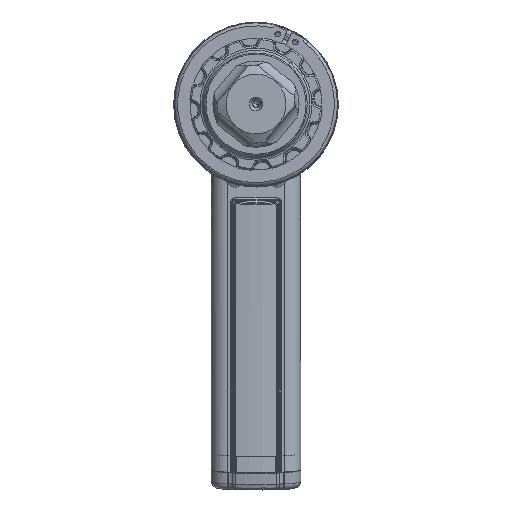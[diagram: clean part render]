
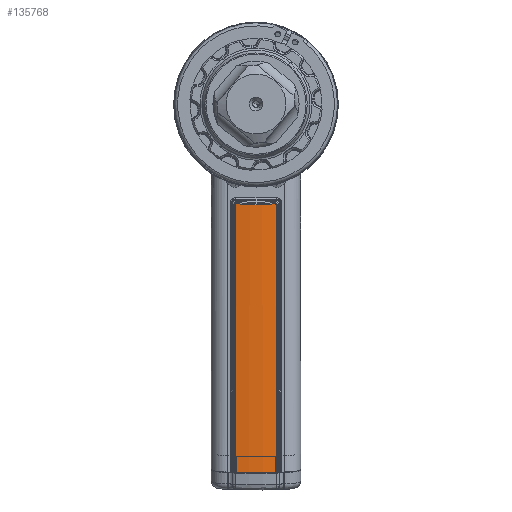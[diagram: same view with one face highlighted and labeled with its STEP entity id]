
A CAD part, top view. The second image highlights one B-rep face of the part: STEP entity #135768.
In plain terms, the highlighted cylindrical face has radius 86.25 mm (diameter 172.5 mm), a partial arc.
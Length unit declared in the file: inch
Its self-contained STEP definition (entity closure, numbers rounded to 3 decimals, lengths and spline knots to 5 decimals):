
#122996=DIRECTION('',(0.,-1.,0.));
#122997=VECTOR('',#122996,6.5104);
#122998=CARTESIAN_POINT('',(-0.50631,-2.44629,
0.25632));
#122999=LINE('',#122998,#122997);
#123000=CARTESIAN_POINT('',(-0.45627,-2.41151,
0.26348));
#123001=CARTESIAN_POINT('',(-0.45819,-2.41126,
0.26322));
#123002=CARTESIAN_POINT('',(-0.46187,-2.41089,
0.26272));
#123003=CARTESIAN_POINT('',(-0.46686,-2.41073,
0.26203));
#123004=CARTESIAN_POINT('',(-0.47136,-2.41088,
0.2614));
#123005=CARTESIAN_POINT('',(-0.47544,-2.4113,
0.26083));
#123006=CARTESIAN_POINT('',(-0.47913,-2.41195,
0.2603));
#123007=CARTESIAN_POINT('',(-0.48246,-2.4128,
0.25983));
#123008=CARTESIAN_POINT('',(-0.48547,-2.41382,
0.25939));
#123009=CARTESIAN_POINT('',(-0.4882,-2.41498,
0.259));
#123010=CARTESIAN_POINT('',(-0.49067,-2.41628,
0.25864));
#123011=CARTESIAN_POINT('',(-0.49291,-2.4177,
0.25831));
#123012=CARTESIAN_POINT('',(-0.49494,-2.41923,
0.25801));
#123013=CARTESIAN_POINT('',(-0.49679,-2.42089,
0.25774));
#123014=CARTESIAN_POINT('',(-0.49846,-2.42266,
0.25749));
#123015=CARTESIAN_POINT('',(-0.49998,-2.42456,
0.25726));
#123016=CARTESIAN_POINT('',(-0.50135,-2.4266,
0.25706));
#123017=CARTESIAN_POINT('',(-0.50256,-2.42879,
0.25688));
#123018=CARTESIAN_POINT('',(-0.50363,-2.43114,
0.25672));
#123019=CARTESIAN_POINT('',(-0.50454,-2.43369,
0.25658));
#123020=CARTESIAN_POINT('',(-0.50529,-2.43645,
0.25647));
#123021=CARTESIAN_POINT('',(-0.50586,-2.43944,
0.25638));
#123022=CARTESIAN_POINT('',(-0.50622,-2.4427,
0.25633));
#123023=CARTESIAN_POINT('',(-0.50631,-2.44506,
0.25632));
#123024=CARTESIAN_POINT('',(-0.50631,-2.44629,
0.25632));
#123026=CARTESIAN_POINT('',(0.45627,-2.41151,
0.26348));
#123027=CARTESIAN_POINT('',(0.43447,-2.41439,
0.26643));
#123028=CARTESIAN_POINT('',(0.39091,-2.41971,
0.27191));
#123029=CARTESIAN_POINT('',(0.32567,-2.42645,
0.27883));
#123030=CARTESIAN_POINT('',(0.26049,-2.43196,
0.28448));
#123031=CARTESIAN_POINT('',(0.19536,-2.43623,
0.28886));
#123032=CARTESIAN_POINT('',(0.13025,-2.43927,
0.29198));
#123033=CARTESIAN_POINT('',(0.06514,-2.44109,
0.29386));
#123034=CARTESIAN_POINT('',(0.00003,-2.4417,
0.29448));
#123035=CARTESIAN_POINT('',(-0.06509,-2.44109,
0.29386));
#123036=CARTESIAN_POINT('',(-0.13022,-2.43927,
0.29198));
#123037=CARTESIAN_POINT('',(-0.19535,-2.43623,
0.28886));
#123038=CARTESIAN_POINT('',(-0.26049,-2.43196,
0.28448));
#123039=CARTESIAN_POINT('',(-0.32567,-2.42645,
0.27883));
#123040=CARTESIAN_POINT('',(-0.39091,-2.41971,
0.27191));
#123041=CARTESIAN_POINT('',(-0.43448,-2.41439,
0.26643));
#123042=CARTESIAN_POINT('',(-0.45627,-2.41151,
0.26348));
#123044=CARTESIAN_POINT('',(0.50631,-2.44629,
0.25632));
#123045=CARTESIAN_POINT('',(0.50631,-2.44507,
0.25632));
#123046=CARTESIAN_POINT('',(0.50622,-2.44271,
0.25633));
#123047=CARTESIAN_POINT('',(0.50586,-2.43945,
0.25638));
#123048=CARTESIAN_POINT('',(0.50529,-2.43645,
0.25647));
#123049=CARTESIAN_POINT('',(0.50455,-2.43369,
0.25658));
#123050=CARTESIAN_POINT('',(0.50363,-2.43115,
0.25672));
#123051=CARTESIAN_POINT('',(0.50256,-2.42879,
0.25688));
#123052=CARTESIAN_POINT('',(0.50135,-2.4266,
0.25706));
#123053=CARTESIAN_POINT('',(0.49998,-2.42456,
0.25726));
#123054=CARTESIAN_POINT('',(0.49847,-2.42266,
0.25749));
#123055=CARTESIAN_POINT('',(0.49679,-2.42089,
0.25774));
#123056=CARTESIAN_POINT('',(0.49494,-2.41923,
0.25801));
#123057=CARTESIAN_POINT('',(0.49291,-2.4177,
0.25831));
#123058=CARTESIAN_POINT('',(0.49067,-2.41628,
0.25864));
#123059=CARTESIAN_POINT('',(0.4882,-2.41498,
0.259));
#123060=CARTESIAN_POINT('',(0.48547,-2.41382,
0.25939));
#123061=CARTESIAN_POINT('',(0.48246,-2.4128,
0.25983));
#123062=CARTESIAN_POINT('',(0.47913,-2.41195,
0.2603));
#123063=CARTESIAN_POINT('',(0.47544,-2.4113,
0.26083));
#123064=CARTESIAN_POINT('',(0.47136,-2.41088,
0.2614));
#123065=CARTESIAN_POINT('',(0.46686,-2.41073,
0.26203));
#123066=CARTESIAN_POINT('',(0.46187,-2.41089,
0.26272));
#123067=CARTESIAN_POINT('',(0.45819,-2.41126,
0.26322));
#123068=CARTESIAN_POINT('',(0.45627,-2.41151,
0.26348));
#123070=DIRECTION('',(0.,1.,0.));
#123071=VECTOR('',#123070,6.5104);
#123072=CARTESIAN_POINT('',(0.50631,-8.95669,
0.25632));
#123073=LINE('',#123072,#123071);
#123083=CARTESIAN_POINT('',(0.,-8.95669,-3.1014));
#123084=DIRECTION('',(0.,-1.,0.));
#123085=DIRECTION('',(0.149,0.,0.989));
#123086=AXIS2_PLACEMENT_3D('',#123083,#123084,#123085);
#130199=CARTESIAN_POINT('',(0.50631,-8.95669,
0.25632));
#130200=CARTESIAN_POINT('',(-0.50631,-8.95669,
0.25632));
#130201=VERTEX_POINT('',#130199);
#130202=VERTEX_POINT('',#130200);
#130207=VERTEX_POINT('',#123000);
#130208=VERTEX_POINT('',#123024);
#130209=VERTEX_POINT('',#123026);
#130210=VERTEX_POINT('',#123044);
#135750=CARTESIAN_POINT('',(0.,-2.22834,-3.1014));
#135751=DIRECTION('',(0.,-1.,0.));
#135752=DIRECTION('',(1.,0.,0.));
#135753=AXIS2_PLACEMENT_3D('',#135750,#135751,#135752);
#135754=CYLINDRICAL_SURFACE('',#135753,3.39567);
#135756=ORIENTED_EDGE('',*,*,#135755,.T.);
#135758=ORIENTED_EDGE('',*,*,#135757,.F.);
#135760=ORIENTED_EDGE('',*,*,#135759,.F.);
#135761=ORIENTED_EDGE('',*,*,#135733,.F.);
#135763=ORIENTED_EDGE('',*,*,#135762,.F.);
#135765=ORIENTED_EDGE('',*,*,#135764,.F.);
#135766=EDGE_LOOP('',(#135756,#135758,#135760,#135761,#135763,#135765));
#135767=FACE_OUTER_BOUND('',#135766,.F.);
#135768=ADVANCED_FACE('',(#135767),#135754,.T.);
#123025=B_SPLINE_CURVE_WITH_KNOTS('',3,(#123000,#123001,#123002,#123003,#123004,
#123005,#123006,#123007,#123008,#123009,#123010,#123011,#123012,#123013,#123014,
#123015,#123016,#123017,#123018,#123019,#123020,#123021,#123022,#123023,
#123024),.UNSPECIFIED.,.F.,.F.,(4,1,1,1,1,1,1,1,1,1,1,1,1,1,1,1,1,1,1,1,1,1,4),(
0.,0.04545,0.09091,0.13636,0.18182,
0.22727,0.27273,0.31818,0.36364,
0.40909,0.45455,0.5,0.54545,0.59091,
0.63636,0.68182,0.72727,0.77273,
0.81818,0.86364,0.90909,0.95455,1.),
.UNSPECIFIED.);
#123043=B_SPLINE_CURVE_WITH_KNOTS('',3,(#123026,#123027,#123028,#123029,#123030,
#123031,#123032,#123033,#123034,#123035,#123036,#123037,#123038,#123039,#123040,
#123041,#123042),.UNSPECIFIED.,.F.,.F.,(4,1,1,1,1,1,1,1,1,1,1,1,1,1,4),(0.,
0.07143,0.14286,0.21429,0.28571,
0.35714,0.42857,0.5,0.57143,0.64286,
0.71429,0.78571,0.85714,0.92857,1.),
.UNSPECIFIED.);
#123069=B_SPLINE_CURVE_WITH_KNOTS('',3,(#123044,#123045,#123046,#123047,#123048,
#123049,#123050,#123051,#123052,#123053,#123054,#123055,#123056,#123057,#123058,
#123059,#123060,#123061,#123062,#123063,#123064,#123065,#123066,#123067,
#123068),.UNSPECIFIED.,.F.,.F.,(4,1,1,1,1,1,1,1,1,1,1,1,1,1,1,1,1,1,1,1,1,1,4),(
0.,0.04545,0.09091,0.13636,0.18182,
0.22727,0.27273,0.31818,0.36364,
0.40909,0.45455,0.5,0.54545,0.59091,
0.63636,0.68182,0.72727,0.77273,
0.81818,0.86364,0.90909,0.95455,1.),
.UNSPECIFIED.);
#123087=CIRCLE('',#123086,3.39567);
#135733=EDGE_CURVE('',#130209,#130207,#123043,.T.);
#135755=EDGE_CURVE('',#130201,#130202,#123087,.T.);
#135757=EDGE_CURVE('',#130208,#130202,#122999,.T.);
#135759=EDGE_CURVE('',#130207,#130208,#123025,.T.);
#135762=EDGE_CURVE('',#130210,#130209,#123069,.T.);
#135764=EDGE_CURVE('',#130201,#130210,#123073,.T.);
